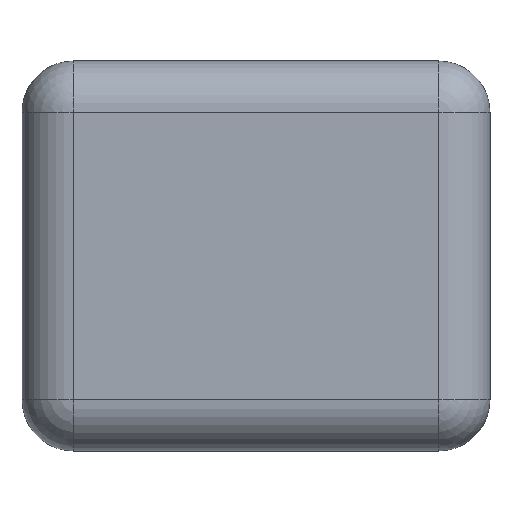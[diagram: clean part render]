
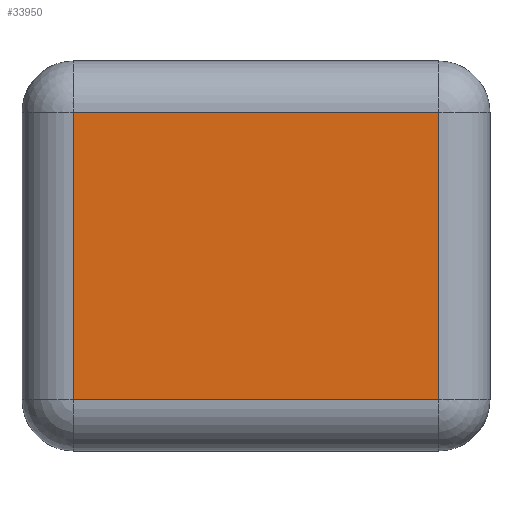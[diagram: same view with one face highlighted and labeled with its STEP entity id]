
A CAD part, front view. The second image highlights one B-rep face of the part: STEP entity #33950.
In plain terms, the highlighted planar face has unit normal (0, -1, 0).
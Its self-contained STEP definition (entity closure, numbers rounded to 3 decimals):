
#143 = EDGE_CURVE ( 'NONE', #20477, #35241, #34229, .T. ) ;
#1084 = DIRECTION ( 'NONE',  ( 0., 0., -1. ) ) ;
#1849 = CARTESIAN_POINT ( 'NONE',  ( -142.001, -109.416, 111.692 ) ) ;
#2296 = VECTOR ( 'NONE', #9367, 1000. ) ;
#3292 = CARTESIAN_POINT ( 'NONE',  ( -142.001, -109.416, 0. ) ) ;
#4565 = PLANE ( 'NONE',  #16264 ) ;
#8165 = DIRECTION ( 'NONE',  ( 1., 0., 0. ) ) ;
#9367 = DIRECTION ( 'NONE',  ( -1., 0., 0. ) ) ;
#10081 = LINE ( 'NONE', #33079, #30673 ) ;
#11496 = FACE_OUTER_BOUND ( 'NONE', #21693, .T. ) ;
#12636 = LINE ( 'NONE', #36079, #2296 ) ;
#13913 = LINE ( 'NONE', #3292, #18323 ) ;
#16264 = AXIS2_PLACEMENT_3D ( 'NONE', #40834, #41266, #1084 ) ;
#17324 = CARTESIAN_POINT ( 'NONE',  ( -142.001, -109.416, -111.692 ) ) ;
#18323 = VECTOR ( 'NONE', #29749, 1000. ) ;
#20182 = ORIENTED_EDGE ( 'NONE', *, *, #30405, .T. ) ;
#20477 = VERTEX_POINT ( 'NONE', #17324 ) ;
#21209 = CARTESIAN_POINT ( 'NONE',  ( 0., -109.416, -111.692 ) ) ;
#21693 = EDGE_LOOP ( 'NONE', ( #34972, #20182, #25605, #32989 ) ) ;
#24242 = VERTEX_POINT ( 'NONE', #1849 ) ;
#25605 = ORIENTED_EDGE ( 'NONE', *, *, #143, .T. ) ;
#29749 = DIRECTION ( 'NONE',  ( 0., 0., -1. ) ) ;
#30405 = EDGE_CURVE ( 'NONE', #24242, #20477, #13913, .T. ) ;
#30673 = VECTOR ( 'NONE', #39639, 1000. ) ;
#31287 = EDGE_CURVE ( 'NONE', #42264, #24242, #12636, .T. ) ;
#32989 = ORIENTED_EDGE ( 'NONE', *, *, #37777, .T. ) ;
#33079 = CARTESIAN_POINT ( 'NONE',  ( 142.001, -109.416, 0. ) ) ;
#33950 = ADVANCED_FACE ( 'NONE', ( #11496 ), #4565, .T. ) ;
#34229 = LINE ( 'NONE', #21209, #39520 ) ;
#34972 = ORIENTED_EDGE ( 'NONE', *, *, #31287, .T. ) ;
#35241 = VERTEX_POINT ( 'NONE', #39984 ) ;
#35776 = CARTESIAN_POINT ( 'NONE',  ( 142.001, -109.416, 111.692 ) ) ;
#36079 = CARTESIAN_POINT ( 'NONE',  ( 0., -109.416, 111.692 ) ) ;
#37777 = EDGE_CURVE ( 'NONE', #35241, #42264, #10081, .T. ) ;
#39520 = VECTOR ( 'NONE', #8165, 1000. ) ;
#39639 = DIRECTION ( 'NONE',  ( 0., 0., 1. ) ) ;
#39984 = CARTESIAN_POINT ( 'NONE',  ( 142.001, -109.416, -111.692 ) ) ;
#40834 = CARTESIAN_POINT ( 'NONE',  ( 0., -109.416, 0. ) ) ;
#41266 = DIRECTION ( 'NONE',  ( 0., -1., 0. ) ) ;
#42264 = VERTEX_POINT ( 'NONE', #35776 ) ;
